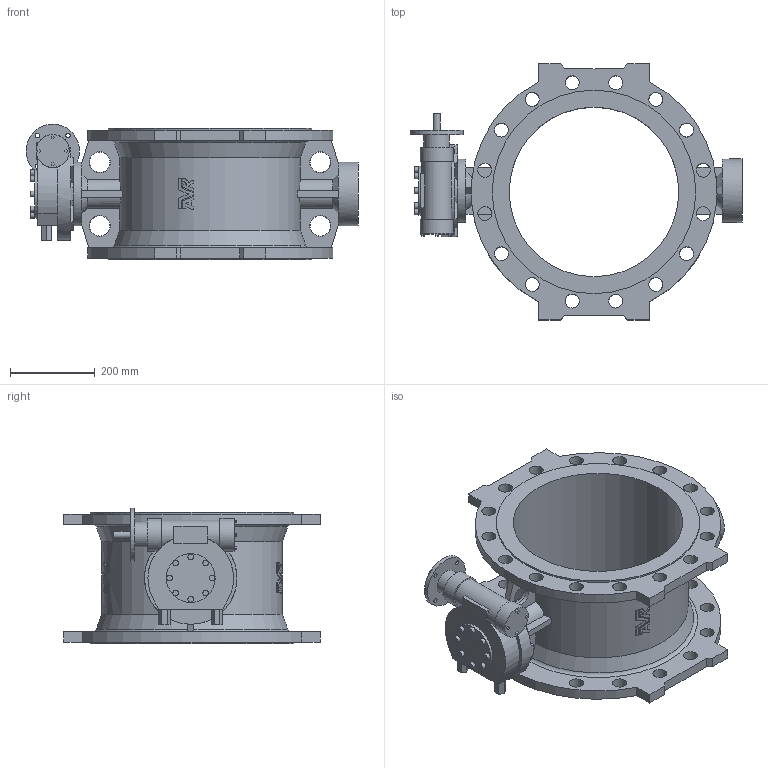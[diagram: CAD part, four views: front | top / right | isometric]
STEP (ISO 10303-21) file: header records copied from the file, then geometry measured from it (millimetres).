
FILE_DESCRIPTION (( 'STEP AP203' ), '1' );
FILE_NAME ('O_756_102_DN400_1XX_AA0_step.step', '2016-03-09T10:58:41', ( 'Windows User' ), ( 'AVK' ), 'SwSTEP 2.0', 'SolidWorks 2012', '' );
FILE_SCHEMA (( 'CONFIG_CONTROL_DESIGN' ));
Length unit declared in the file: millimetre
Products named in the file (1): O_756_102_DN400_1XX_AA0_step
Bounding box: 783 x 604 x 319.6 mm (x, y, z)
Volume: 18030386.1 mm3; surface area: 1739147.2 mm2
Topology: 1 solids, 1 shells, 427 faces, 1202 edges, 805 vertices
Faces by surface type: plane 239, cylinder 86, bspline 78, cone 20, torus 4
Full cylindrical faces by diameter (mm): 10.5 x4, 13.5 x8, 17 x1, 33 x31, 60 x1, 78 x2, 115 x1, 126 x1, 150 x2, 218 x1, 400 x1, 480 x2
Entity records: 17669 total; most frequent: CARTESIAN_POINT 7427, ORIENTED_EDGE 2202, DIRECTION 1760, EDGE_CURVE 1101, VERTEX_POINT 767, LINE 608, VECTOR 608, EDGE_LOOP 598
